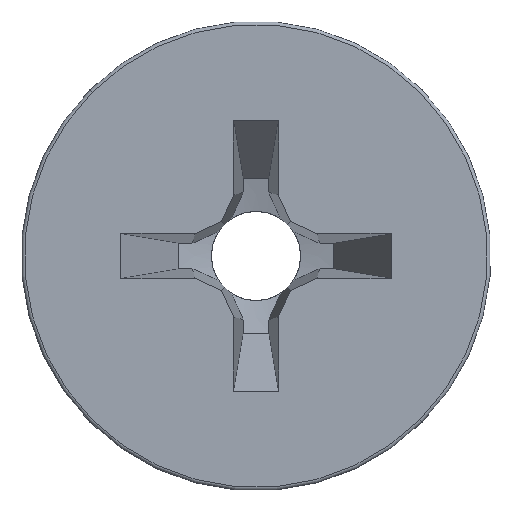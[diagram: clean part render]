
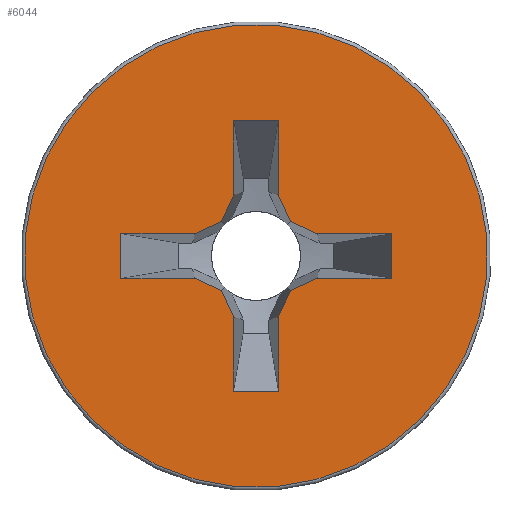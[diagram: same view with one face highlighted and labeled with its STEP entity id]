
A CAD part, left-side view. The second image highlights one B-rep face of the part: STEP entity #6044.
In plain terms, the highlighted planar face has unit normal (-1, 0, 0).
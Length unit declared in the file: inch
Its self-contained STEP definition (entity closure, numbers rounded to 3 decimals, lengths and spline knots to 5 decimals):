
#2950=CARTESIAN_POINT('',(0.,0.,0.));
#2951=DIRECTION('',(-1.,0.,0.));
#2952=DIRECTION('',(0.,1.,0.));
#2953=AXIS2_PLACEMENT_3D('',#2950,#2951,#2952);
#2955=CARTESIAN_POINT('',(0.,0.,0.));
#2956=DIRECTION('',(1.,0.,0.));
#2957=DIRECTION('',(0.,1.,0.));
#2958=AXIS2_PLACEMENT_3D('',#2955,#2956,#2957);
#2960=DIRECTION('',(0.,-0.707,-0.707));
#2961=VECTOR('',#2960,0.01467);
#2962=CARTESIAN_POINT('',(0.,0.0363,-0.02593));
#2963=LINE('',#2962,#2961);
#2964=DIRECTION('',(0.,0.707,-0.707));
#2965=VECTOR('',#2964,0.02422);
#2966=CARTESIAN_POINT('',(0.,0.0088,-0.01917));
#2967=LINE('',#2966,#2965);
#2968=DIRECTION('',(0.,0.94,-0.342));
#2969=VECTOR('',#2968,0.00936);
#2970=CARTESIAN_POINT('',(0.,0.,-0.01597));
#2971=LINE('',#2970,#2969);
#2972=DIRECTION('',(0.,0.94,0.342));
#2973=VECTOR('',#2972,0.00936);
#2974=CARTESIAN_POINT('',(0.,-0.0088,-0.01917));
#2975=LINE('',#2974,#2973);
#2976=DIRECTION('',(0.,-0.707,-0.707));
#2977=VECTOR('',#2976,0.02422);
#2978=CARTESIAN_POINT('',(0.,-0.0088,-0.01917));
#2979=LINE('',#2978,#2977);
#2980=DIRECTION('',(0.,0.707,-0.707));
#2981=VECTOR('',#2980,0.01467);
#2982=CARTESIAN_POINT('',(0.,-0.0363,-0.02593));
#2983=LINE('',#2982,#2981);
#2984=DIRECTION('',(0.,-0.707,-0.707));
#2985=VECTOR('',#2984,0.02422);
#2986=CARTESIAN_POINT('',(0.,-0.01917,-0.0088));
#2987=LINE('',#2986,#2985);
#2988=DIRECTION('',(0.,-0.342,-0.94));
#2989=VECTOR('',#2988,0.00936);
#2990=CARTESIAN_POINT('',(0.,-0.01597,0.));
#2991=LINE('',#2990,#2989);
#2992=DIRECTION('',(0.,0.342,-0.94));
#2993=VECTOR('',#2992,0.00936);
#2994=CARTESIAN_POINT('',(0.,-0.01917,0.0088));
#2995=LINE('',#2994,#2993);
#2996=DIRECTION('',(0.,0.707,-0.707));
#2997=VECTOR('',#2996,0.02422);
#2998=CARTESIAN_POINT('',(0.,-0.0363,0.02593));
#2999=LINE('',#2998,#2997);
#3000=DIRECTION('',(0.,-0.707,-0.707));
#3001=VECTOR('',#3000,0.01467);
#3002=CARTESIAN_POINT('',(0.,-0.02593,0.0363));
#3003=LINE('',#3002,#3001);
#3004=DIRECTION('',(0.,0.707,-0.707));
#3005=VECTOR('',#3004,0.02422);
#3006=CARTESIAN_POINT('',(0.,-0.02593,0.0363));
#3007=LINE('',#3006,#3005);
#3008=DIRECTION('',(0.,-0.94,0.342));
#3009=VECTOR('',#3008,0.00936);
#3010=CARTESIAN_POINT('',(0.,0.,0.01597));
#3011=LINE('',#3010,#3009);
#3012=DIRECTION('',(0.,-0.94,-0.342));
#3013=VECTOR('',#3012,0.00936);
#3014=CARTESIAN_POINT('',(0.,0.0088,0.01917));
#3015=LINE('',#3014,#3013);
#3016=DIRECTION('',(0.,-0.707,-0.707));
#3017=VECTOR('',#3016,0.02422);
#3018=CARTESIAN_POINT('',(0.,0.02593,0.0363));
#3019=LINE('',#3018,#3017);
#3020=DIRECTION('',(0.,0.707,-0.707));
#3021=VECTOR('',#3020,0.01467);
#3022=CARTESIAN_POINT('',(0.,0.02593,0.0363));
#3023=LINE('',#3022,#3021);
#3024=DIRECTION('',(0.,-0.707,-0.707));
#3025=VECTOR('',#3024,0.02422);
#3026=CARTESIAN_POINT('',(0.,0.0363,0.02593));
#3027=LINE('',#3026,#3025);
#3028=DIRECTION('',(0.,0.342,0.94));
#3029=VECTOR('',#3028,0.00936);
#3030=CARTESIAN_POINT('',(0.,0.01597,0.));
#3031=LINE('',#3030,#3029);
#3032=DIRECTION('',(0.,-0.342,0.94));
#3033=VECTOR('',#3032,0.00936);
#3034=CARTESIAN_POINT('',(0.,0.01917,-0.0088));
#3035=LINE('',#3034,#3033);
#3036=DIRECTION('',(0.,0.707,-0.707));
#3037=VECTOR('',#3036,0.02422);
#3038=CARTESIAN_POINT('',(0.,0.01917,-0.0088));
#3039=LINE('',#3038,#3037);
#3510=CARTESIAN_POINT('',(0.,0.0363,-0.02593));
#3511=CARTESIAN_POINT('',(0.,0.02593,-0.0363));
#3512=VERTEX_POINT('',#3510);
#3513=VERTEX_POINT('',#3511);
#3514=CARTESIAN_POINT('',(0.,0.01917,-0.0088));
#3515=VERTEX_POINT('',#3514);
#3516=CARTESIAN_POINT('',(0.,0.01597,0.));
#3517=VERTEX_POINT('',#3516);
#3518=CARTESIAN_POINT('',(0.,0.01917,0.0088));
#3519=VERTEX_POINT('',#3518);
#3520=CARTESIAN_POINT('',(0.,0.0363,0.02593));
#3521=VERTEX_POINT('',#3520);
#3522=CARTESIAN_POINT('',(0.,0.02593,0.0363));
#3523=VERTEX_POINT('',#3522);
#3524=CARTESIAN_POINT('',(0.,0.0088,0.01917));
#3525=VERTEX_POINT('',#3524);
#3526=CARTESIAN_POINT('',(0.,0.,0.01597));
#3527=VERTEX_POINT('',#3526);
#3528=CARTESIAN_POINT('',(0.,-0.0088,0.01917));
#3529=VERTEX_POINT('',#3528);
#3530=CARTESIAN_POINT('',(0.,-0.02593,0.0363));
#3531=VERTEX_POINT('',#3530);
#3532=CARTESIAN_POINT('',(0.,-0.0363,0.02593));
#3533=VERTEX_POINT('',#3532);
#3534=CARTESIAN_POINT('',(0.,-0.01917,0.0088));
#3535=VERTEX_POINT('',#3534);
#3536=CARTESIAN_POINT('',(0.,-0.01597,0.));
#3537=VERTEX_POINT('',#3536);
#3538=CARTESIAN_POINT('',(0.,-0.01917,-0.0088));
#3539=VERTEX_POINT('',#3538);
#3540=CARTESIAN_POINT('',(0.,-0.0363,-0.02593));
#3541=VERTEX_POINT('',#3540);
#3542=CARTESIAN_POINT('',(0.,-0.02593,-0.0363));
#3543=VERTEX_POINT('',#3542);
#3544=CARTESIAN_POINT('',(0.,-0.0088,-0.01917));
#3545=VERTEX_POINT('',#3544);
#3546=CARTESIAN_POINT('',(0.,0.,-0.01597));
#3547=VERTEX_POINT('',#3546);
#3548=CARTESIAN_POINT('',(0.,0.0088,-0.01917));
#3549=VERTEX_POINT('',#3548);
#3585=CARTESIAN_POINT('',(0.,0.0754,0.));
#3586=VERTEX_POINT('',#3585);
#3587=CARTESIAN_POINT('',(0.,-0.0754,0.));
#3588=VERTEX_POINT('',#3587);
#5993=CARTESIAN_POINT('',(0.,0.,0.));
#5994=DIRECTION('',(1.,0.,0.));
#5995=DIRECTION('',(0.,-1.,0.));
#5996=AXIS2_PLACEMENT_3D('',#5993,#5994,#5995);
#5997=PLANE('',#5996);
#5998=ORIENTED_EDGE('',*,*,#5986,.F.);
#5999=ORIENTED_EDGE('',*,*,#5975,.T.);
#6000=EDGE_LOOP('',(#5998,#5999));
#6001=FACE_OUTER_BOUND('',#6000,.F.);
#6003=ORIENTED_EDGE('',*,*,#6002,.T.);
#6005=ORIENTED_EDGE('',*,*,#6004,.F.);
#6007=ORIENTED_EDGE('',*,*,#6006,.F.);
#6009=ORIENTED_EDGE('',*,*,#6008,.F.);
#6011=ORIENTED_EDGE('',*,*,#6010,.T.);
#6013=ORIENTED_EDGE('',*,*,#6012,.F.);
#6015=ORIENTED_EDGE('',*,*,#6014,.F.);
#6017=ORIENTED_EDGE('',*,*,#6016,.F.);
#6019=ORIENTED_EDGE('',*,*,#6018,.F.);
#6021=ORIENTED_EDGE('',*,*,#6020,.F.);
#6023=ORIENTED_EDGE('',*,*,#6022,.F.);
#6025=ORIENTED_EDGE('',*,*,#6024,.T.);
#6027=ORIENTED_EDGE('',*,*,#6026,.F.);
#6029=ORIENTED_EDGE('',*,*,#6028,.F.);
#6031=ORIENTED_EDGE('',*,*,#6030,.F.);
#6033=ORIENTED_EDGE('',*,*,#6032,.T.);
#6035=ORIENTED_EDGE('',*,*,#6034,.T.);
#6037=ORIENTED_EDGE('',*,*,#6036,.F.);
#6039=ORIENTED_EDGE('',*,*,#6038,.F.);
#6041=ORIENTED_EDGE('',*,*,#6040,.T.);
#6042=EDGE_LOOP('',(#6003,#6005,#6007,#6009,#6011,#6013,#6015,#6017,#6019,#6021,
#6023,#6025,#6027,#6029,#6031,#6033,#6035,#6037,#6039,#6041));
#6043=FACE_BOUND('',#6042,.F.);
#2954=CIRCLE('',#2953,0.0754);
#2959=CIRCLE('',#2958,0.0754);
#5975=EDGE_CURVE('',#3586,#3588,#2959,.T.);
#5986=EDGE_CURVE('',#3586,#3588,#2954,.T.);
#6002=EDGE_CURVE('',#3512,#3513,#2963,.T.);
#6004=EDGE_CURVE('',#3549,#3513,#2967,.T.);
#6006=EDGE_CURVE('',#3547,#3549,#2971,.T.);
#6008=EDGE_CURVE('',#3545,#3547,#2975,.T.);
#6010=EDGE_CURVE('',#3545,#3543,#2979,.T.);
#6012=EDGE_CURVE('',#3541,#3543,#2983,.T.);
#6014=EDGE_CURVE('',#3539,#3541,#2987,.T.);
#6016=EDGE_CURVE('',#3537,#3539,#2991,.T.);
#6018=EDGE_CURVE('',#3535,#3537,#2995,.T.);
#6020=EDGE_CURVE('',#3533,#3535,#2999,.T.);
#6022=EDGE_CURVE('',#3531,#3533,#3003,.T.);
#6024=EDGE_CURVE('',#3531,#3529,#3007,.T.);
#6026=EDGE_CURVE('',#3527,#3529,#3011,.T.);
#6028=EDGE_CURVE('',#3525,#3527,#3015,.T.);
#6030=EDGE_CURVE('',#3523,#3525,#3019,.T.);
#6032=EDGE_CURVE('',#3523,#3521,#3023,.T.);
#6034=EDGE_CURVE('',#3521,#3519,#3027,.T.);
#6036=EDGE_CURVE('',#3517,#3519,#3031,.T.);
#6038=EDGE_CURVE('',#3515,#3517,#3035,.T.);
#6040=EDGE_CURVE('',#3515,#3512,#3039,.T.);
#6044=ADVANCED_FACE('',(#6001,#6043),#5997,.F.);
